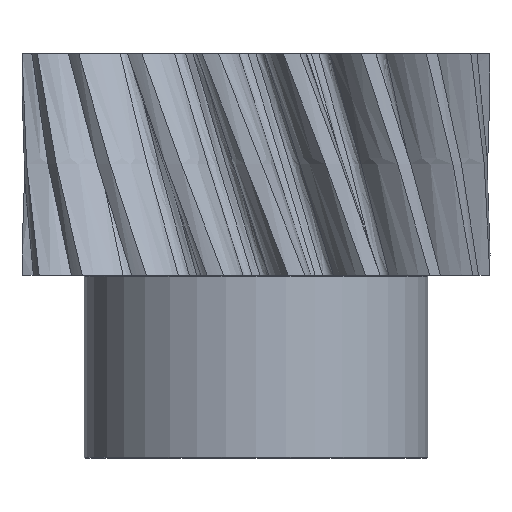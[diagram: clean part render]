
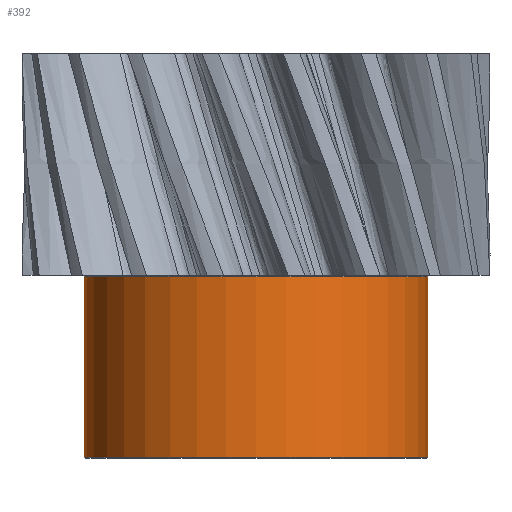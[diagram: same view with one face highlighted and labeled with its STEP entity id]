
A CAD part, front view. The second image highlights one B-rep face of the part: STEP entity #392.
In plain terms, the highlighted cylindrical face has radius 31 mm (diameter 62 mm), a partial arc.
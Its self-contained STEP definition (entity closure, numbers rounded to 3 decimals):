
#392=ADVANCED_FACE('NONE',(#786),#787,.T.);
#786=FACE_OUTER_BOUND('',#11762,.T.);
#787=CYLINDRICAL_SURFACE('',#11763,31.0);
#11762=EDGE_LOOP('',(#12696,#12697,#12698,#12699));
#11763=AXIS2_PLACEMENT_3D('',#12700,#12701,#12702);
#12696=ORIENTED_EDGE('',*,*,#12786,.F.);
#12697=ORIENTED_EDGE('',*,*,#13232,.T.);
#12698=ORIENTED_EDGE('',*,*,#12788,.T.);
#12699=ORIENTED_EDGE('',*,*,#12765,.T.);
#12700=CARTESIAN_POINT('',(0.0,0.0,-33.0));
#12701=DIRECTION('',(0.0,0.0,-1.0));
#12702=DIRECTION('',(1.0,0.0,0.0));
#12765=EDGE_CURVE('NONE',#13268,#13266,#13269,.T.);
#12786=EDGE_CURVE('NONE',#13293,#13266,#13302,.T.);
#12788=EDGE_CURVE('NONE',#13295,#13268,#13304,.T.);
#13232=EDGE_CURVE('NONE',#13293,#13295,#13964,.T.);
#13266=VERTEX_POINT('NONE',#14045);
#13268=VERTEX_POINT('NONE',#14047);
#13269=CIRCLE('',#14048,31.0);
#13293=VERTEX_POINT('NONE',#14076);
#13295=VERTEX_POINT('NONE',#14079);
#13302=LINE('',#14089,#14090);
#13304=LINE('',#14092,#14093);
#13964=CIRCLE('',#16990,31.0);
#14045=CARTESIAN_POINT('',(-31.0,0.,-0.2));
#14047=CARTESIAN_POINT('',(31.0,0.0,-0.2));
#14048=AXIS2_PLACEMENT_3D('',#17019,#17020,#17021);
#14076=CARTESIAN_POINT('',(-31.0,0.,-32.8));
#14079=CARTESIAN_POINT('',(31.0,0.0,-32.8));
#14089=CARTESIAN_POINT('',(-31.0,0.,-33.0));
#14090=VECTOR('',#17051,1000.0);
#14092=CARTESIAN_POINT('',(31.0,0.0,-33.0));
#14093=VECTOR('',#17055,1000.0);
#16990=AXIS2_PLACEMENT_3D('',#17337,#17338,#17339);
#17019=CARTESIAN_POINT('',(0.0,0.0,-0.2));
#17020=DIRECTION('',(0.0,0.0,-1.0));
#17021=DIRECTION('',(1.0,0.0,0.0));
#17051=DIRECTION('',(0.0,0.0,1.0));
#17055=DIRECTION('',(0.0,0.0,1.0));
#17337=CARTESIAN_POINT('',(0.0,0.0,-32.8));
#17338=DIRECTION('',(0.0,-0.0,1.0));
#17339=DIRECTION('',(1.0,0.0,0.0));
